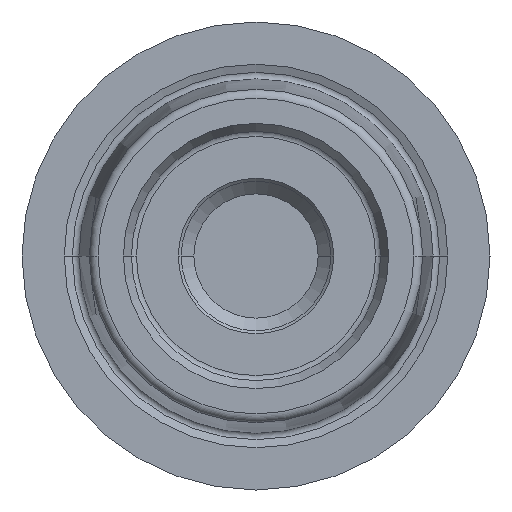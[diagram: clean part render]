
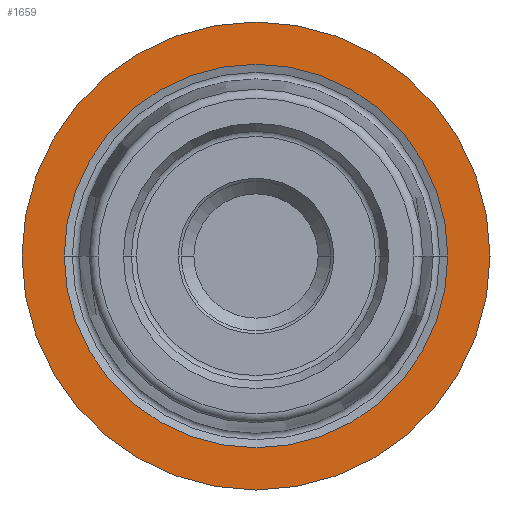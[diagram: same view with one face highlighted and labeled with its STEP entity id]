
A CAD part, left-side view. The second image highlights one B-rep face of the part: STEP entity #1659.
In plain terms, the highlighted planar face has unit normal (-1, 0, 0).
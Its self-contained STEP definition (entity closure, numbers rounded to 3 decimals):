
#452=CARTESIAN_POINT('',(0.,0.,0.));
#453=DIRECTION('',(1.,0.,0.));
#454=DIRECTION('',(0.,1.,0.));
#455=AXIS2_PLACEMENT_3D('',#452,#453,#454);
#457=CARTESIAN_POINT('',(0.,0.,0.));
#458=DIRECTION('',(-1.,0.,0.));
#459=DIRECTION('',(0.,1.,0.));
#460=AXIS2_PLACEMENT_3D('',#457,#458,#459);
#462=CARTESIAN_POINT('',(0.,0.,0.));
#463=DIRECTION('',(-1.,0.,0.));
#464=DIRECTION('',(0.,-1.,0.));
#465=AXIS2_PLACEMENT_3D('',#462,#463,#464);
#467=CARTESIAN_POINT('',(0.,0.,0.));
#468=DIRECTION('',(-1.,0.,0.));
#469=DIRECTION('',(0.,1.,0.));
#470=AXIS2_PLACEMENT_3D('',#467,#468,#469);
#800=CARTESIAN_POINT('',(0.,-13.114,0.));
#801=VERTEX_POINT('',#800);
#802=CARTESIAN_POINT('',(0.,13.114,0.));
#803=VERTEX_POINT('',#802);
#852=CARTESIAN_POINT('',(0.,16.,0.));
#853=CARTESIAN_POINT('',(0.,-16.,0.));
#854=VERTEX_POINT('',#852);
#855=VERTEX_POINT('',#853);
#1644=CARTESIAN_POINT('',(0.,0.,0.));
#1645=DIRECTION('',(1.,0.,0.));
#1646=DIRECTION('',(0.,-1.,0.));
#1647=AXIS2_PLACEMENT_3D('',#1644,#1645,#1646);
#1648=PLANE('',#1647);
#1650=ORIENTED_EDGE('',*,*,#1649,.T.);
#1652=ORIENTED_EDGE('',*,*,#1651,.F.);
#1653=EDGE_LOOP('',(#1650,#1652));
#1654=FACE_OUTER_BOUND('',#1653,.F.);
#1655=ORIENTED_EDGE('',*,*,#1626,.T.);
#1656=ORIENTED_EDGE('',*,*,#1637,.T.);
#1657=EDGE_LOOP('',(#1655,#1656));
#1658=FACE_BOUND('',#1657,.F.);
#1659=ADVANCED_FACE('',(#1654,#1658),#1648,.F.);
#456=CIRCLE('',#455,16.);
#461=CIRCLE('',#460,16.);
#466=CIRCLE('',#465,13.114);
#471=CIRCLE('',#470,13.114);
#1626=EDGE_CURVE('',#801,#803,#466,.T.);
#1637=EDGE_CURVE('',#803,#801,#471,.T.);
#1649=EDGE_CURVE('',#854,#855,#456,.T.);
#1651=EDGE_CURVE('',#854,#855,#461,.T.);
